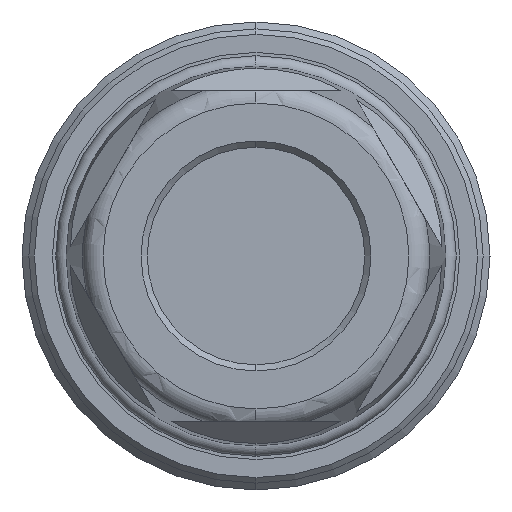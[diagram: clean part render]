
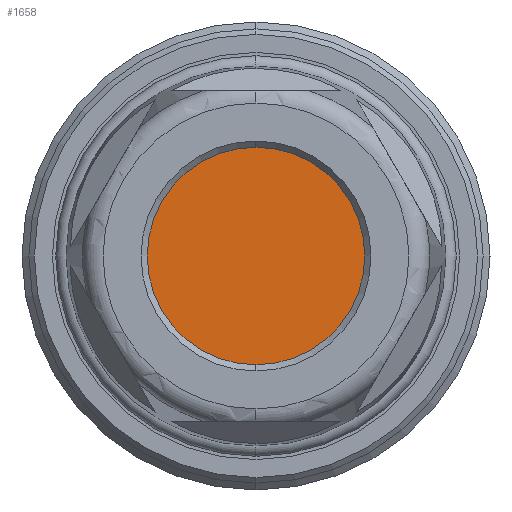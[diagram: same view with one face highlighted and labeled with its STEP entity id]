
A CAD part, left-side view. The second image highlights one B-rep face of the part: STEP entity #1658.
In plain terms, the highlighted planar face has unit normal (-1, 0, 0).
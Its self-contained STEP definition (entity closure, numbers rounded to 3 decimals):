
#33 = CIRCLE ( 'NONE', #191, 7.903 ) ;
#126 = AXIS2_PLACEMENT_3D ( 'NONE', #2969, #2968, #2972 ) ;
#191 = AXIS2_PLACEMENT_3D ( 'NONE', #3781, #3805, #3815 ) ;
#223 = AXIS2_PLACEMENT_3D ( 'NONE', #3823, #3825, #3822 ) ;
#711 = EDGE_LOOP ( 'NONE', ( #4507, #4622 ) ) ;
#1316 = CARTESIAN_POINT ( 'NONE',  ( 14.5, 0., -7.903 ) ) ;
#1320 = CARTESIAN_POINT ( 'NONE',  ( 14.5, 0., 7.903 ) ) ;
#1520 = CIRCLE ( 'NONE', #223, 7.903 ) ;
#1658 = ADVANCED_FACE ( 'NONE', ( #4674 ), #2967, .T. ) ;
#1697 = EDGE_CURVE ( 'NONE', #1785, #1782, #33, .T. ) ;
#1729 = EDGE_CURVE ( 'NONE', #1782, #1785, #1520, .T. ) ;
#1782 = VERTEX_POINT ( 'NONE', #1316 ) ;
#1785 = VERTEX_POINT ( 'NONE', #1320 ) ;
#2967 = PLANE ( 'NONE',  #126 ) ;
#2968 = DIRECTION ( 'NONE',  ( -1., 0., 0. ) ) ;
#2969 = CARTESIAN_POINT ( 'NONE',  ( 14.5, -40.297, 0. ) ) ;
#2972 = DIRECTION ( 'NONE',  ( 0., 0., 1. ) ) ;
#3781 = CARTESIAN_POINT ( 'NONE',  ( 14.5, 0., 0. ) ) ;
#3805 = DIRECTION ( 'NONE',  ( -1., 0., 0. ) ) ;
#3815 = DIRECTION ( 'NONE',  ( 0., 0., 1. ) ) ;
#3822 = DIRECTION ( 'NONE',  ( 0., 0., 1. ) ) ;
#3823 = CARTESIAN_POINT ( 'NONE',  ( 14.5, 0., 0. ) ) ;
#3825 = DIRECTION ( 'NONE',  ( -1., 0., 0. ) ) ;
#4507 = ORIENTED_EDGE ( 'NONE', *, *, #1697, .T. ) ;
#4622 = ORIENTED_EDGE ( 'NONE', *, *, #1729, .T. ) ;
#4674 = FACE_OUTER_BOUND ( 'NONE', #711, .T. ) ;
